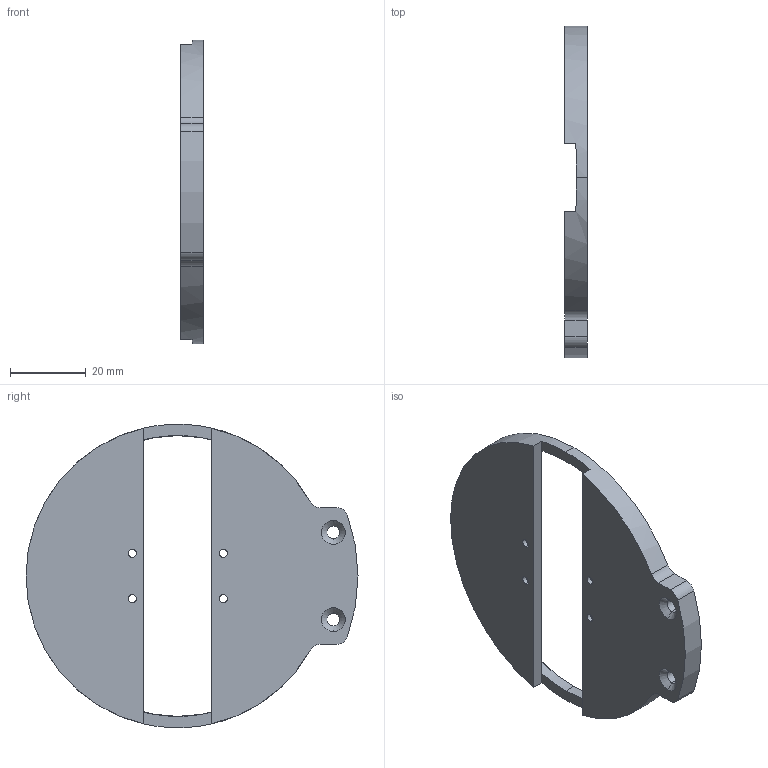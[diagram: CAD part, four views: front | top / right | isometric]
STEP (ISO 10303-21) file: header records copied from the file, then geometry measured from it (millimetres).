
FILE_DESCRIPTION (( 'STEP AP203' ), '1' );
FILE_NAME ('PT1.00.00.242 Bracket.STEP', '2023-02-14T09:40:55', ( '' ), ( '' ), 'SwSTEP 2.0', 'SolidWorks 2017', '' );
FILE_SCHEMA (( 'CONFIG_CONTROL_DESIGN' ));
Length unit declared in the file: millimetre
Products named in the file (1): PT1.00.00.242 Bracket
Bounding box: 6 x 87.5 x 80 mm (x, y, z)
Volume: 14087.3 mm3; surface area: 10775.5 mm2
Topology: 1 solids, 1 shells, 67 faces, 180 edges, 118 vertices
Faces by surface type: plane 39, cylinder 22, cone 6
Entity records: 2209 total; most frequent: DIRECTION 374, CARTESIAN_POINT 366, ORIENTED_EDGE 360, EDGE_CURVE 180, AXIS2_PLACEMENT_3D 126, VECTOR 122, LINE 122, VERTEX_POINT 118
